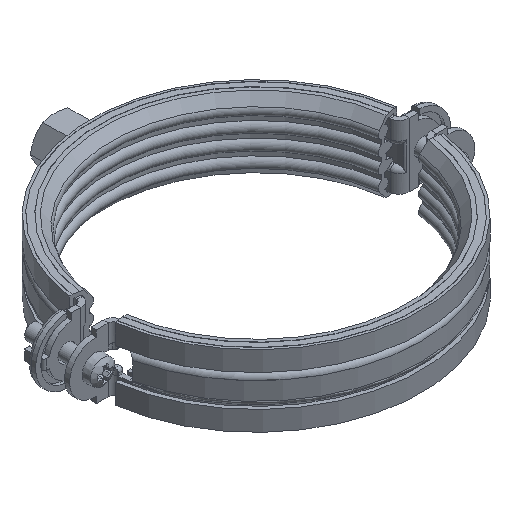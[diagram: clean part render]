
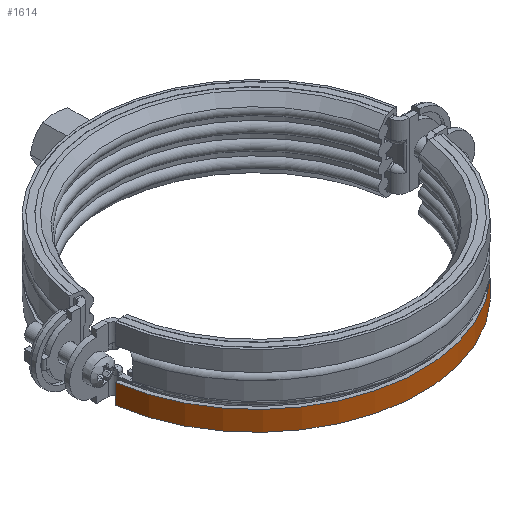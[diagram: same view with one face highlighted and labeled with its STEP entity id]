
A CAD part, isometric view. The second image highlights one B-rep face of the part: STEP entity #1614.
In plain terms, the highlighted cylindrical face has radius 64.75 mm (diameter 129.5 mm), a partial arc.
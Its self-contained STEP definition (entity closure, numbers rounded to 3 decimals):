
#241=CARTESIAN_POINT('',(64.12,-9.011,-6.25));
#242=VERTEX_POINT('',#241);
#249=CARTESIAN_POINT('',(64.12,-9.011,-14.0));
#250=VERTEX_POINT('',#249);
#251=CARTESIAN_POINT('',(64.12,-9.011,-6.25));
#252=DIRECTION('',(0.0,0.0,-1.0));
#253=VECTOR('',#252,7.75);
#254=LINE('',#251,#253);
#255=EDGE_CURVE('',#242,#250,#254,.T.);
#1570=CARTESIAN_POINT('',(-64.12,-9.011,-6.25));
#1571=VERTEX_POINT('',#1570);
#1578=CARTESIAN_POINT('',(0.0,0.0,-6.25));
#1579=DIRECTION('',(0.0,0.0,-1.0));
#1580=DIRECTION('',(0.99,-0.139,0.0));
#1581=AXIS2_PLACEMENT_3D('',#1578,#1579,#1580);
#1582=CIRCLE('',#1581,64.75);
#1583=EDGE_CURVE('',#242,#1571,#1582,.T.);
#1590=CARTESIAN_POINT('',(0.0,0.0,-10.125));
#1591=DIRECTION('',(0.0,0.0,-1.0));
#1592=DIRECTION('',(0.99,-0.139,0.0));
#1593=AXIS2_PLACEMENT_3D('',#1590,#1591,#1592);
#1594=CYLINDRICAL_SURFACE('',#1593,64.75);
#1595=CARTESIAN_POINT('',(-64.12,-9.011,-14.0));
#1596=VERTEX_POINT('',#1595);
#1597=CARTESIAN_POINT('',(-64.12,-9.011,-6.25));
#1598=DIRECTION('',(0.0,0.0,-1.0));
#1599=VECTOR('',#1598,7.75);
#1600=LINE('',#1597,#1599);
#1601=EDGE_CURVE('',#1571,#1596,#1600,.T.);
#1602=ORIENTED_EDGE('',*,*,#1601,.T.);
#1603=CARTESIAN_POINT('',(0.0,0.0,-14.0));
#1604=DIRECTION('',(0.0,0.0,-1.0));
#1605=DIRECTION('',(0.99,-0.139,0.0));
#1606=AXIS2_PLACEMENT_3D('',#1603,#1604,#1605);
#1607=CIRCLE('',#1606,64.75);
#1608=EDGE_CURVE('',#250,#1596,#1607,.T.);
#1609=ORIENTED_EDGE('',*,*,#1608,.F.);
#1610=ORIENTED_EDGE('',*,*,#255,.F.);
#1611=ORIENTED_EDGE('',*,*,#1583,.T.);
#1612=EDGE_LOOP('',(#1602,#1609,#1610,#1611));
#1613=FACE_OUTER_BOUND('',#1612,.T.);
#1614=ADVANCED_FACE('',(#1613),#1594,.T.);
